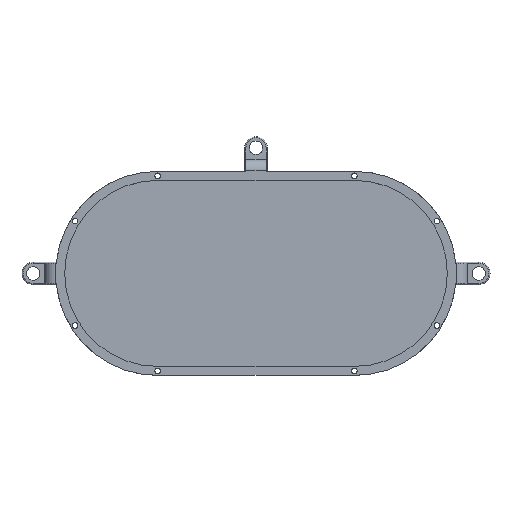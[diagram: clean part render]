
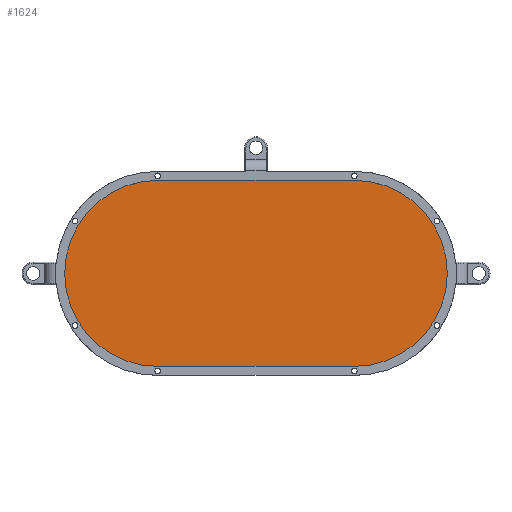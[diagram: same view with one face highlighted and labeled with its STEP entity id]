
A CAD part, top view. The second image highlights one B-rep face of the part: STEP entity #1624.
In plain terms, the highlighted planar face has unit normal (0, 0, 1).
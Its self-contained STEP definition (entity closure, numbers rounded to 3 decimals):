
#124=PLANE('',#1827);
#215=FACE_OUTER_BOUND('',#321,.T.);
#321=EDGE_LOOP('',(#1492,#1493,#1494,#1495));
#398=LINE('',#2744,#490);
#413=LINE('',#3876,#505);
#490=VECTOR('',#2126,10.);
#505=VECTOR('',#2297,10.);
#562=CIRCLE('',#1741,41.427);
#572=CIRCLE('',#1760,41.426);
#714=VERTEX_POINT('',#2718);
#715=VERTEX_POINT('',#2719);
#720=VERTEX_POINT('',#2743);
#727=VERTEX_POINT('',#2785);
#908=EDGE_CURVE('',#714,#715,#562,.F.);
#917=EDGE_CURVE('',#720,#714,#398,.F.);
#928=EDGE_CURVE('',#727,#720,#572,.F.);
#1007=EDGE_CURVE('',#715,#727,#413,.F.);
#1492=ORIENTED_EDGE('',*,*,#1007,.F.);
#1493=ORIENTED_EDGE('',*,*,#908,.F.);
#1494=ORIENTED_EDGE('',*,*,#917,.F.);
#1495=ORIENTED_EDGE('',*,*,#928,.F.);
#1624=ADVANCED_FACE('',(#215),#124,.F.);
#1741=AXIS2_PLACEMENT_3D('',#2720,#2106,#2107);
#1760=AXIS2_PLACEMENT_3D('',#2786,#2151,#2152);
#1827=AXIS2_PLACEMENT_3D('',#3877,#2298,#2299);
#2106=DIRECTION('center_axis',(0.,0.,
1.));
#2107=DIRECTION('ref_axis',(0.,1.,0.));
#2126=DIRECTION('',(-1.,0.,0.));
#2151=DIRECTION('center_axis',(0.,0.,
1.));
#2152=DIRECTION('ref_axis',(0.,-1.,0.));
#2297=DIRECTION('',(1.,0.,0.));
#2298=DIRECTION('center_axis',(0.,0.,
-1.));
#2299=DIRECTION('ref_axis',(-1.,0.,0.));
#2718=CARTESIAN_POINT('',(27.531,29.685,26.551));
#2719=CARTESIAN_POINT('',(27.531,-53.168,26.551));
#2720=CARTESIAN_POINT('Origin',(27.531,-11.741,26.551));
#2743=CARTESIAN_POINT('',(-59.969,29.685,26.551));
#2744=CARTESIAN_POINT('',(-38.094,29.685,26.551));
#2785=CARTESIAN_POINT('',(-59.969,-53.168,26.551));
#2786=CARTESIAN_POINT('Origin',(-59.969,-11.741,26.551));
#3876=CARTESIAN_POINT('',(5.656,-53.168,26.551));
#3877=CARTESIAN_POINT('Origin',(-16.219,-11.741,26.551));
